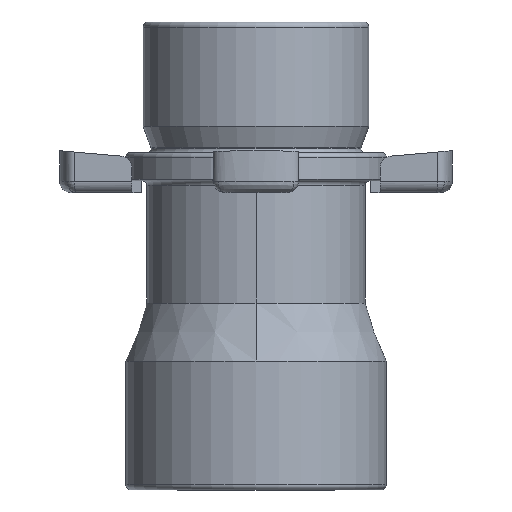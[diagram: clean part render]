
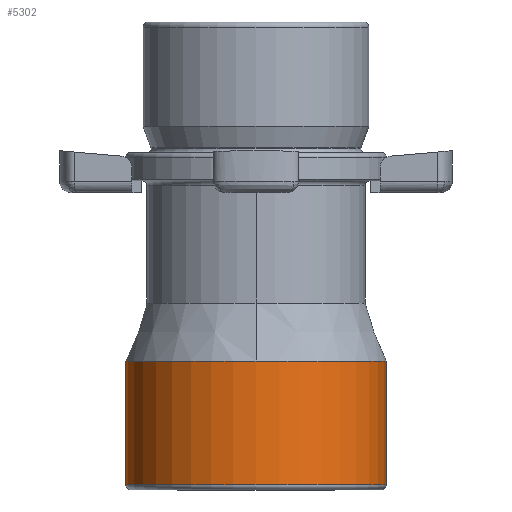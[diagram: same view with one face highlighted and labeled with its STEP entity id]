
A CAD part, left-side view. The second image highlights one B-rep face of the part: STEP entity #5302.
In plain terms, the highlighted cylindrical face has radius 21.977 mm (diameter 43.955 mm), a partial arc.
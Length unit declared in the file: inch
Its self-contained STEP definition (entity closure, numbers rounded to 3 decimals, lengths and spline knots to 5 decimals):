
#117 = EDGE_CURVE ( 'NONE', #5880, #4080, #8118, .T. ) ;
#396 = AXIS2_PLACEMENT_3D ( 'NONE', #5020, #5915, #6671 ) ;
#408 = VERTEX_POINT ( 'NONE', #1168 ) ;
#898 = DIRECTION ( 'NONE',  ( -1., 0., 0. ) ) ;
#1168 = CARTESIAN_POINT ( 'NONE',  ( 0., -0.86525, -1.38533 ) ) ;
#1466 = DIRECTION ( 'NONE',  ( 0., -1., 0. ) ) ;
#1565 = VERTEX_POINT ( 'NONE', #8483 ) ;
#1607 = DIRECTION ( 'NONE',  ( 0., 0., 1. ) ) ;
#1719 = EDGE_CURVE ( 'NONE', #1565, #4080, #7021, .T. ) ;
#1823 = CIRCLE ( 'NONE', #5014, 0.86525 ) ;
#1885 = ORIENTED_EDGE ( 'NONE', *, *, #5635, .T. ) ;
#2039 = EDGE_LOOP ( 'NONE', ( #8522, #4348, #1885, #3248, #3514 ) ) ;
#2304 = VECTOR ( 'NONE', #2611, 39.37008 ) ;
#2373 = CARTESIAN_POINT ( 'NONE',  ( 0., 0.86525, -1.38533 ) ) ;
#2464 = DIRECTION ( 'NONE',  ( -1., 0., 0. ) ) ;
#2567 = CARTESIAN_POINT ( 'NONE',  ( 0., 0., -1.38533 ) ) ;
#2611 = DIRECTION ( 'NONE',  ( 0., 0., 1. ) ) ;
#2713 = VERTEX_POINT ( 'NONE', #6525 ) ;
#2774 = EDGE_CURVE ( 'NONE', #1565, #2713, #6937, .T. ) ;
#3168 = CARTESIAN_POINT ( 'NONE',  ( 0., -0.86525, 0.89 ) ) ;
#3248 = ORIENTED_EDGE ( 'NONE', *, *, #4980, .T. ) ;
#3514 = ORIENTED_EDGE ( 'NONE', *, *, #117, .T. ) ;
#3715 = CYLINDRICAL_SURFACE ( 'NONE', #5333, 0.86525 ) ;
#3840 = CARTESIAN_POINT ( 'NONE',  ( 0., 0., -1.38533 ) ) ;
#3864 = CARTESIAN_POINT ( 'NONE',  ( 0., 0., 0.89 ) ) ;
#4080 = VERTEX_POINT ( 'NONE', #2373 ) ;
#4123 = CARTESIAN_POINT ( 'NONE',  ( 0., 0.86525, 0.89 ) ) ;
#4348 = ORIENTED_EDGE ( 'NONE', *, *, #2774, .T. ) ;
#4567 = FACE_OUTER_BOUND ( 'NONE', #2039, .T. ) ;
#4980 = EDGE_CURVE ( 'NONE', #408, #5880, #1823, .T. ) ;
#5014 = AXIS2_PLACEMENT_3D ( 'NONE', #3840, #6992, #898 ) ;
#5020 = CARTESIAN_POINT ( 'NONE',  ( 0., 0., -2.2075 ) ) ;
#5302 = ADVANCED_FACE ( 'NONE', ( #4567 ), #3715, .T. ) ;
#5333 = AXIS2_PLACEMENT_3D ( 'NONE', #3864, #1607, #1466 ) ;
#5635 = EDGE_CURVE ( 'NONE', #2713, #408, #6265, .T. ) ;
#5880 = VERTEX_POINT ( 'NONE', #7763 ) ;
#5915 = DIRECTION ( 'NONE',  ( 0., 0., 1. ) ) ;
#6180 = AXIS2_PLACEMENT_3D ( 'NONE', #2567, #8584, #2464 ) ;
#6265 = LINE ( 'NONE', #3168, #2304 ) ;
#6471 = DIRECTION ( 'NONE',  ( 0., 0., 1. ) ) ;
#6525 = CARTESIAN_POINT ( 'NONE',  ( 0., -0.86525, -2.2075 ) ) ;
#6671 = DIRECTION ( 'NONE',  ( 0., -1., 0. ) ) ;
#6937 = CIRCLE ( 'NONE', #396, 0.86525 ) ;
#6992 = DIRECTION ( 'NONE',  ( 0., 0., -1. ) ) ;
#7021 = LINE ( 'NONE', #4123, #7412 ) ;
#7412 = VECTOR ( 'NONE', #6471, 39.37008 ) ;
#7763 = CARTESIAN_POINT ( 'NONE',  ( -0.86525, 0., -1.38533 ) ) ;
#8118 = CIRCLE ( 'NONE', #6180, 0.86525 ) ;
#8483 = CARTESIAN_POINT ( 'NONE',  ( 0., 0.86525, -2.2075 ) ) ;
#8522 = ORIENTED_EDGE ( 'NONE', *, *, #1719, .F. ) ;
#8584 = DIRECTION ( 'NONE',  ( 0., 0., -1. ) ) ;
